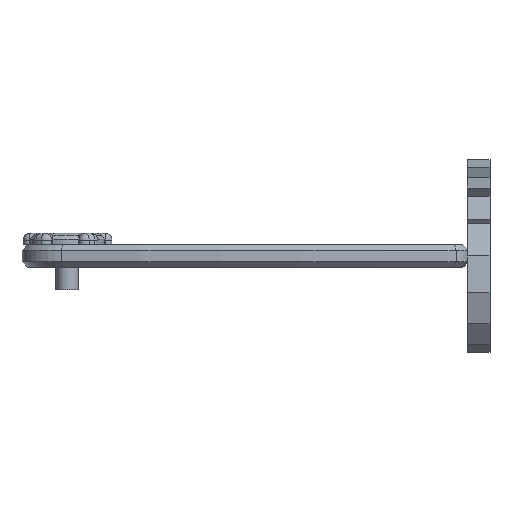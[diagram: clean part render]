
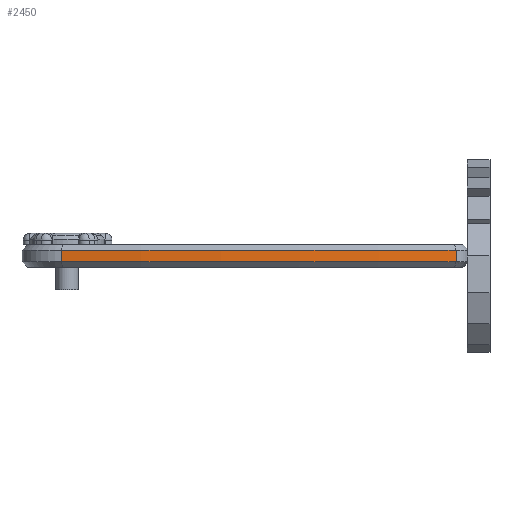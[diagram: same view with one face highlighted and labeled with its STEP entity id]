
A CAD part, front view. The second image highlights one B-rep face of the part: STEP entity #2450.
In plain terms, the highlighted cylindrical face has radius 450 mm (diameter 900 mm), a partial arc.
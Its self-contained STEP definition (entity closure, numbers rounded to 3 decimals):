
#48 = EDGE_LOOP ( 'NONE', ( #1681, #2967, #363, #1728 ) ) ;
#109 = CARTESIAN_POINT ( 'NONE',  ( -32.077, 426.731, -2.5 ) ) ;
#194 = VECTOR ( 'NONE', #2533, 1000. ) ;
#270 = DIRECTION ( 'NONE',  ( 0., 0., -1. ) ) ;
#363 = ORIENTED_EDGE ( 'NONE', *, *, #1460, .F. ) ;
#507 = DIRECTION ( 'NONE',  ( 1., 0., 0. ) ) ;
#581 = CARTESIAN_POINT ( 'NONE',  ( -87.462, -19.848, 5. ) ) ;
#588 = CARTESIAN_POINT ( 'NONE',  ( -87.462, -19.848, -2.5 ) ) ;
#723 = DIRECTION ( 'NONE',  ( -1., 0., 0. ) ) ;
#831 = DIRECTION ( 'NONE',  ( 0., 0., -1. ) ) ;
#879 = AXIS2_PLACEMENT_3D ( 'NONE', #109, #2431, #1409 ) ;
#947 = EDGE_CURVE ( 'NONE', #1449, #1625, #3642, .T. ) ;
#987 = AXIS2_PLACEMENT_3D ( 'NONE', #3340, #2300, #723 ) ;
#1128 = EDGE_CURVE ( 'NONE', #2275, #1449, #4131, .T. ) ;
#1274 = AXIS2_PLACEMENT_3D ( 'NONE', #1801, #831, #507 ) ;
#1365 = CYLINDRICAL_SURFACE ( 'NONE', #987, 450. ) ;
#1409 = DIRECTION ( 'NONE',  ( 1., 0., 0. ) ) ;
#1439 = VERTEX_POINT ( 'NONE', #3735 ) ;
#1449 = VERTEX_POINT ( 'NONE', #588 ) ;
#1460 = EDGE_CURVE ( 'NONE', #1439, #1625, #1521, .T. ) ;
#1521 = LINE ( 'NONE', #2496, #2850 ) ;
#1625 = VERTEX_POINT ( 'NONE', #1937 ) ;
#1681 = ORIENTED_EDGE ( 'NONE', *, *, #1128, .T. ) ;
#1728 = ORIENTED_EDGE ( 'NONE', *, *, #3806, .T. ) ;
#1801 = CARTESIAN_POINT ( 'NONE',  ( -32.077, 426.731, 2.5 ) ) ;
#1937 = CARTESIAN_POINT ( 'NONE',  ( 86.984, -7.233, -2.5 ) ) ;
#2133 = CARTESIAN_POINT ( 'NONE',  ( -87.462, -19.848, 2.5 ) ) ;
#2275 = VERTEX_POINT ( 'NONE', #2133 ) ;
#2300 = DIRECTION ( 'NONE',  ( 0., 0., -1. ) ) ;
#2431 = DIRECTION ( 'NONE',  ( 0., 0., 1. ) ) ;
#2450 = ADVANCED_FACE ( 'NONE', ( #3617 ), #1365, .T. ) ;
#2496 = CARTESIAN_POINT ( 'NONE',  ( 86.984, -7.233, 5. ) ) ;
#2533 = DIRECTION ( 'NONE',  ( 0., 0., -1. ) ) ;
#2850 = VECTOR ( 'NONE', #270, 1000. ) ;
#2967 = ORIENTED_EDGE ( 'NONE', *, *, #947, .T. ) ;
#3084 = CIRCLE ( 'NONE', #1274, 450. ) ;
#3340 = CARTESIAN_POINT ( 'NONE',  ( -32.077, 426.731, 5. ) ) ;
#3617 = FACE_OUTER_BOUND ( 'NONE', #48, .T. ) ;
#3642 = CIRCLE ( 'NONE', #879, 450. ) ;
#3735 = CARTESIAN_POINT ( 'NONE',  ( 86.984, -7.233, 2.5 ) ) ;
#3806 = EDGE_CURVE ( 'NONE', #1439, #2275, #3084, .T. ) ;
#4131 = LINE ( 'NONE', #581, #194 ) ;
